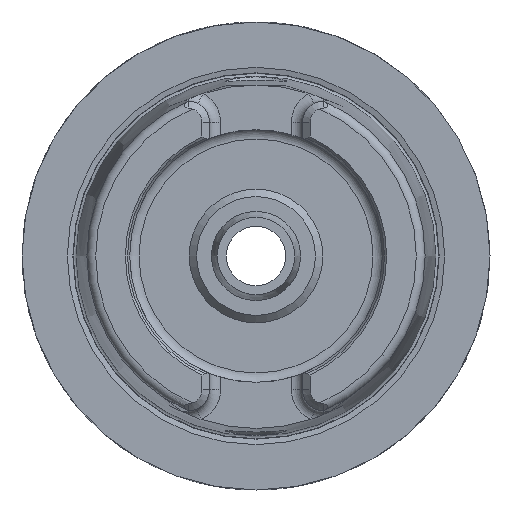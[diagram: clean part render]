
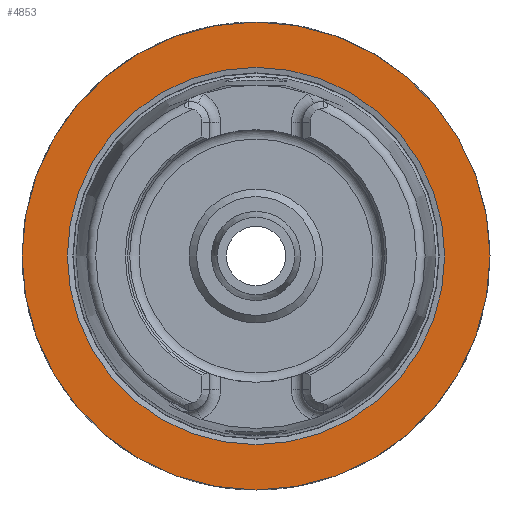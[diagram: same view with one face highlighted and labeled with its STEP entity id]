
A CAD part, left-side view. The second image highlights one B-rep face of the part: STEP entity #4853.
In plain terms, the highlighted planar face has unit normal (-1, 0, 0).
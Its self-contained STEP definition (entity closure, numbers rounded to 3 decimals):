
#4123=CARTESIAN_POINT('',(0.0,31.5,0.0));
#4124=VERTEX_POINT('',#4123);
#4125=CARTESIAN_POINT('',(0.0,0.0,0.0));
#4126=DIRECTION('',(1.0,0.0,0.0));
#4127=DIRECTION('',(0.0,1.0,0.0));
#4128=AXIS2_PLACEMENT_3D('',#4125,#4126,#4127);
#4129=CIRCLE('',#4128,31.5);
#4130=EDGE_CURVE('',#4124,#4124,#4129,.T.);
#4827=CARTESIAN_POINT('',(0.0,25.4,0.0));
#4828=VERTEX_POINT('',#4827);
#4829=CARTESIAN_POINT('',(0.0,0.0,0.0));
#4830=DIRECTION('',(1.0,0.0,0.0));
#4831=DIRECTION('',(0.0,1.0,0.0));
#4832=AXIS2_PLACEMENT_3D('',#4829,#4830,#4831);
#4833=CIRCLE('',#4832,25.4);
#4834=EDGE_CURVE('',#4828,#4828,#4833,.T.);
#4842=CARTESIAN_POINT('',(0.0,28.45,0.0));
#4843=DIRECTION('',(-1.0,0.0,0.0));
#4844=DIRECTION('',(0.0,0.0,1.0));
#4845=AXIS2_PLACEMENT_3D('',#4842,#4843,#4844);
#4846=PLANE('',#4845);
#4847=ORIENTED_EDGE('',*,*,#4130,.F.);
#4848=EDGE_LOOP('',(#4847));
#4849=FACE_OUTER_BOUND('',#4848,.T.);
#4850=ORIENTED_EDGE('',*,*,#4834,.T.);
#4851=EDGE_LOOP('',(#4850));
#4852=FACE_BOUND('',#4851,.T.);
#4853=ADVANCED_FACE('',(#4849,#4852),#4846,.T.);
